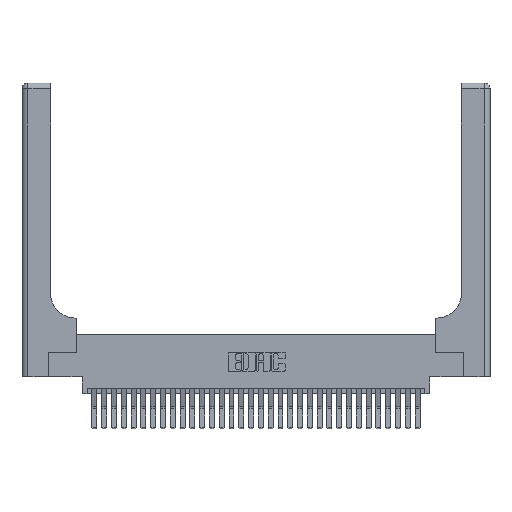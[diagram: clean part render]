
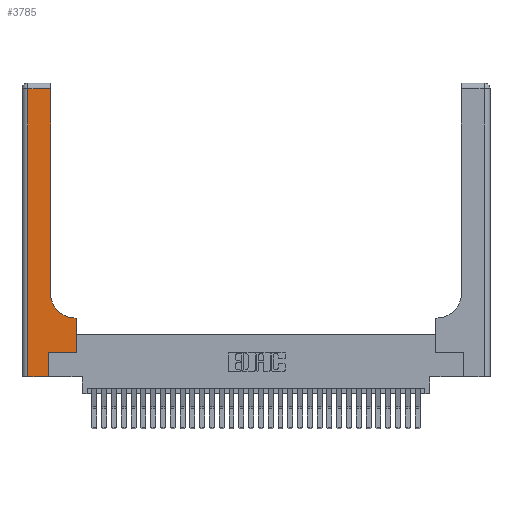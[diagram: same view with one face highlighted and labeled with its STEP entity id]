
A CAD part, top view. The second image highlights one B-rep face of the part: STEP entity #3785.
In plain terms, the highlighted planar face has unit normal (0, 0, 1).
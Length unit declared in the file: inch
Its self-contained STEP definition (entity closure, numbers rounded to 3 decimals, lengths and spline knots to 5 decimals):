
#317 = EDGE_CURVE ( 'NONE', #2767, #22748, #24700, .T. ) ;
#1365 = VECTOR ( 'NONE', #20480, 39.37008 ) ;
#1875 = DIRECTION ( 'NONE',  ( -1., 0., 0. ) ) ;
#2107 = VERTEX_POINT ( 'NONE', #26846 ) ;
#2306 = EDGE_CURVE ( 'NONE', #14995, #26616, #29181, .T. ) ;
#2667 = LINE ( 'NONE', #25066, #9066 ) ;
#2690 = FACE_OUTER_BOUND ( 'NONE', #26503, .T. ) ;
#2767 = VERTEX_POINT ( 'NONE', #8307 ) ;
#3253 = CARTESIAN_POINT ( 'NONE',  ( 0.5415, 0.85, 0.37 ) ) ;
#3406 = LINE ( 'NONE', #24412, #23353 ) ;
#3785 = ADVANCED_FACE ( 'NONE', ( #2690 ), #4077, .F. ) ;
#4077 = PLANE ( 'NONE',  #31213 ) ;
#4184 = DIRECTION ( 'NONE',  ( -1., 0., 0. ) ) ;
#4368 = CARTESIAN_POINT ( 'NONE',  ( 0.2915, 3., 0.37 ) ) ;
#4741 = VECTOR ( 'NONE', #1875, 39.37008 ) ;
#5360 = LINE ( 'NONE', #7619, #1365 ) ;
#6578 = CARTESIAN_POINT ( 'NONE',  ( 0.5585, 0.6, 0.37 ) ) ;
#7619 = CARTESIAN_POINT ( 'NONE',  ( 0.269, 0., 0.37 ) ) ;
#8157 = EDGE_CURVE ( 'NONE', #19194, #11598, #10720, .T. ) ;
#8307 = CARTESIAN_POINT ( 'NONE',  ( 0.06, 0., 0.37 ) ) ;
#9066 = VECTOR ( 'NONE', #17246, 39.37008 ) ;
#9095 = DIRECTION ( 'NONE',  ( 0., 0., -1. ) ) ;
#10091 = ORIENTED_EDGE ( 'NONE', *, *, #2306, .T. ) ;
#10720 = CIRCLE ( 'NONE', #13051, 0.25 ) ;
#10776 = CARTESIAN_POINT ( 'NONE',  ( 0.269, 0.25, 0.37 ) ) ;
#11485 = DIRECTION ( 'NONE',  ( 0., 1., 0. ) ) ;
#11598 = VERTEX_POINT ( 'NONE', #18334 ) ;
#11658 = DIRECTION ( 'NONE',  ( -1., 0., 0. ) ) ;
#11869 = CARTESIAN_POINT ( 'NONE',  ( 0.269, 0., 0.37 ) ) ;
#12591 = LINE ( 'NONE', #4368, #24586 ) ;
#13051 = AXIS2_PLACEMENT_3D ( 'NONE', #3253, #21129, #31438 ) ;
#13208 = CARTESIAN_POINT ( 'NONE',  ( 0.2915, 2.94, 0.37 ) ) ;
#14032 = EDGE_CURVE ( 'NONE', #11598, #14995, #12591, .T. ) ;
#14995 = VERTEX_POINT ( 'NONE', #13208 ) ;
#15690 = CARTESIAN_POINT ( 'NONE',  ( 0.06, 2.94, 0.37 ) ) ;
#17246 = DIRECTION ( 'NONE',  ( 0., -1., 0. ) ) ;
#17603 = CARTESIAN_POINT ( 'NONE',  ( 0., 3., 0.37 ) ) ;
#17761 = ORIENTED_EDGE ( 'NONE', *, *, #8157, .T. ) ;
#18078 = DIRECTION ( 'NONE',  ( 1., 0., 0. ) ) ;
#18192 = LINE ( 'NONE', #31528, #24190 ) ;
#18334 = CARTESIAN_POINT ( 'NONE',  ( 0.2915, 0.85, 0.37 ) ) ;
#19194 = VERTEX_POINT ( 'NONE', #32251 ) ;
#19298 = ORIENTED_EDGE ( 'NONE', *, *, #24345, .T. ) ;
#19407 = EDGE_CURVE ( 'NONE', #26616, #2767, #2667, .T. ) ;
#20480 = DIRECTION ( 'NONE',  ( 0., 1., 0. ) ) ;
#21129 = DIRECTION ( 'NONE',  ( 0., 0., -1. ) ) ;
#22050 = ORIENTED_EDGE ( 'NONE', *, *, #22725, .T. ) ;
#22123 = ORIENTED_EDGE ( 'NONE', *, *, #32379, .T. ) ;
#22496 = VECTOR ( 'NONE', #18078, 39.37008 ) ;
#22630 = EDGE_CURVE ( 'NONE', #32478, #28010, #18192, .T. ) ;
#22725 = EDGE_CURVE ( 'NONE', #28010, #19194, #3406, .T. ) ;
#22748 = VERTEX_POINT ( 'NONE', #11869 ) ;
#23353 = VECTOR ( 'NONE', #4184, 39.37008 ) ;
#23467 = CARTESIAN_POINT ( 'NONE',  ( 0.5585, 0.25, 0.37 ) ) ;
#24190 = VECTOR ( 'NONE', #11485, 39.37008 ) ;
#24345 = EDGE_CURVE ( 'NONE', #2107, #32478, #32950, .T. ) ;
#24412 = CARTESIAN_POINT ( 'NONE',  ( 0.2915, 0.6, 0.37 ) ) ;
#24586 = VECTOR ( 'NONE', #29687, 39.37008 ) ;
#24700 = LINE ( 'NONE', #30178, #31910 ) ;
#25066 = CARTESIAN_POINT ( 'NONE',  ( 0.06, 3., 0.37 ) ) ;
#25691 = ORIENTED_EDGE ( 'NONE', *, *, #317, .T. ) ;
#26503 = EDGE_LOOP ( 'NONE', ( #28606, #10091, #27659, #25691, #22123, #19298, #28686, #22050, #17761 ) ) ;
#26616 = VERTEX_POINT ( 'NONE', #15690 ) ;
#26846 = CARTESIAN_POINT ( 'NONE',  ( 0.269, 0.25, 0.37 ) ) ;
#27659 = ORIENTED_EDGE ( 'NONE', *, *, #19407, .T. ) ;
#28010 = VERTEX_POINT ( 'NONE', #6578 ) ;
#28606 = ORIENTED_EDGE ( 'NONE', *, *, #14032, .T. ) ;
#28686 = ORIENTED_EDGE ( 'NONE', *, *, #22630, .T. ) ;
#29181 = LINE ( 'NONE', #29647, #4741 ) ;
#29647 = CARTESIAN_POINT ( 'NONE',  ( 0., 2.94, 0.37 ) ) ;
#29687 = DIRECTION ( 'NONE',  ( 0., 1., 0. ) ) ;
#30178 = CARTESIAN_POINT ( 'NONE',  ( 0., 0., 0.37 ) ) ;
#30281 = DIRECTION ( 'NONE',  ( 1., 0., 0. ) ) ;
#31213 = AXIS2_PLACEMENT_3D ( 'NONE', #17603, #9095, #11658 ) ;
#31438 = DIRECTION ( 'NONE',  ( 1., 0., 0. ) ) ;
#31528 = CARTESIAN_POINT ( 'NONE',  ( 0.5585, 0.25, 0.37 ) ) ;
#31910 = VECTOR ( 'NONE', #30281, 39.37008 ) ;
#32251 = CARTESIAN_POINT ( 'NONE',  ( 0.5415, 0.6, 0.37 ) ) ;
#32379 = EDGE_CURVE ( 'NONE', #22748, #2107, #5360, .T. ) ;
#32478 = VERTEX_POINT ( 'NONE', #23467 ) ;
#32950 = LINE ( 'NONE', #10776, #22496 ) ;
